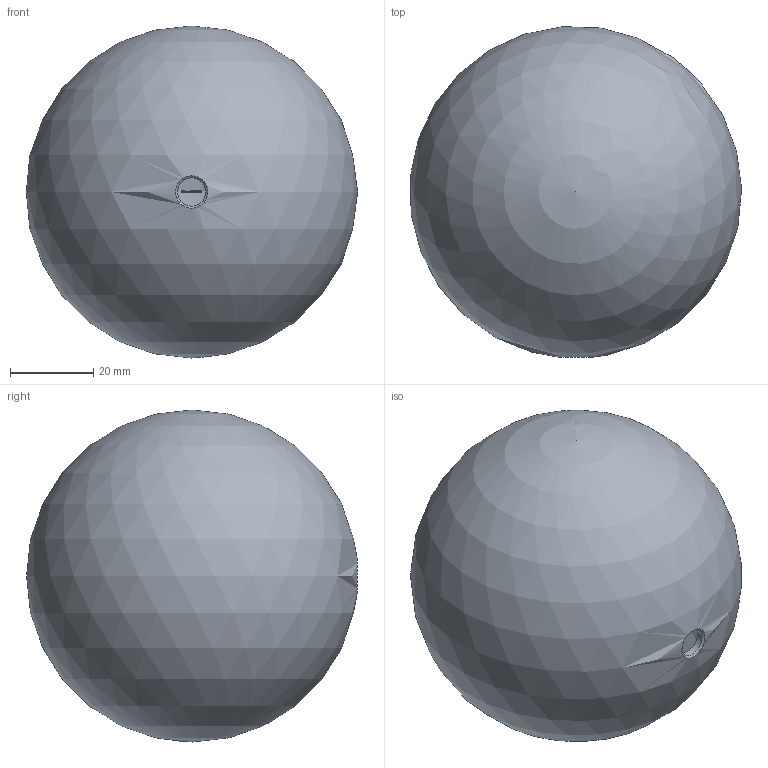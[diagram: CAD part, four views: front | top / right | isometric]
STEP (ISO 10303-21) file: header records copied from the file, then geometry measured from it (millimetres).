
FILE_DESCRIPTION (( 'STEP AP203' ), '1' );
FILE_NAME ('52080-240-MS.step', '2020-06-22T11:35:06', ( '' ), ( '' ), 'SwSTEP 2.0', 'SolidWorks 2015', '' );
FILE_SCHEMA (( 'CONFIG_CONTROL_DESIGN' ));
Length unit declared in the file: millimetre
Products named in the file (2): 52080-240-MS
Bounding box: 79.81 x 79.69 x 80 mm (x, y, z)
Volume: 38159.9 mm3; surface area: 38218.4 mm2
Topology: 1 solids, 1 shells, 268 faces, 718 edges, 479 vertices
Faces by surface type: bspline 127, plane 108, sphere 31, cylinder 1, cone 1
Full cylindrical faces by diameter (mm): 6.8 x1
Entity records: 14800 total; most frequent: CARTESIAN_POINT 8650, ORIENTED_EDGE 1416, DIRECTION 959, EDGE_CURVE 708, VERTEX_POINT 473, AXIS2_PLACEMENT_3D 362, EDGE_LOOP 299, FACE_OUTER_BOUND 270
